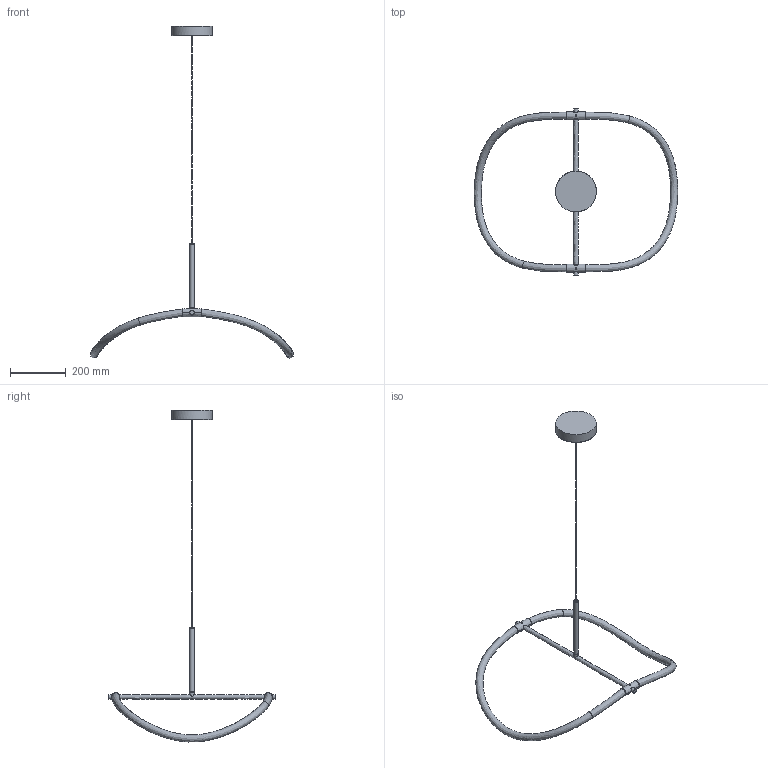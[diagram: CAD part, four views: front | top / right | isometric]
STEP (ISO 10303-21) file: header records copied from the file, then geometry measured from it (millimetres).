
FILE_DESCRIPTION(/* description */ (''),/* implementation_level */ '2;1');
FILE_NAME(/* name */ 'Halo215_3D_mm',/* time_stamp */ '2025-06-23T14:43:39-07:00',/* author */ (''),/* organization */ (''),/* preprocessor_version */ 'ST-DEVELOPER v16.5',/* originating_system */ '',/* authorisation */ '');
FILE_SCHEMA (('AUTOMOTIVE_DESIGN'));
Length unit declared in the file: millimetre
Products named in the file (1): Document
Bounding box: 732.31 x 600 x 1195.05 mm (x, y, z)
Volume: 1931879.3 mm3; surface area: 284417.6 mm2
Topology: 5 solids, 5 shells, 94 faces, 177 edges, 107 vertices
Faces by surface type: bspline 58, plane 36
Entity records: 5230 total; most frequent: CARTESIAN_POINT 4014, ORIENTED_EDGE 354, EDGE_CURVE 177, EDGE_LOOP 108, VERTEX_POINT 107, ADVANCED_FACE 94, FACE_OUTER_BOUND 94, B_SPLINE_CURVE_WITH_KNOTS 82
